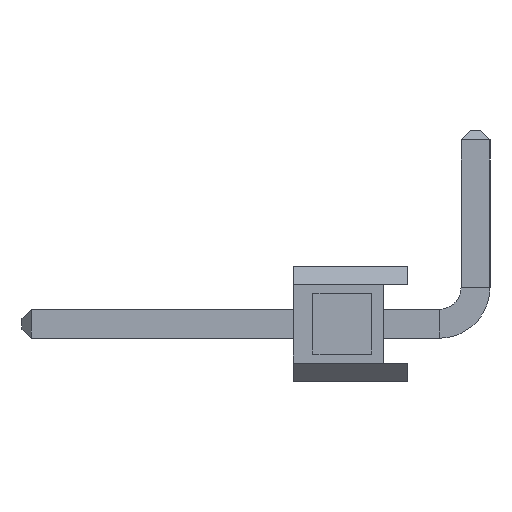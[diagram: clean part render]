
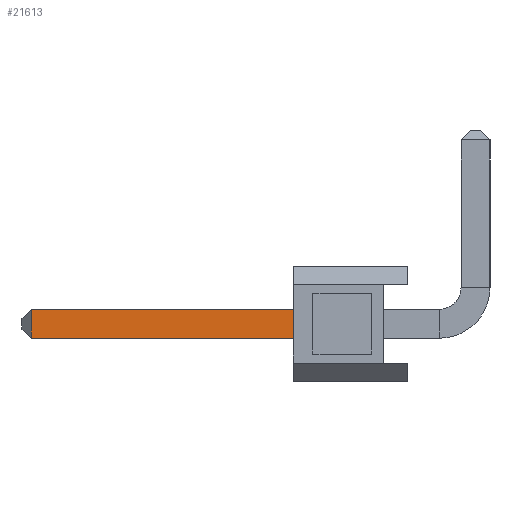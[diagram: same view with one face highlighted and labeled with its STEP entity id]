
A CAD part, left-side view. The second image highlights one B-rep face of the part: STEP entity #21613.
In plain terms, the highlighted planar face has unit normal (-1, 0, 0).
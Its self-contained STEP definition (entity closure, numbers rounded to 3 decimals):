
#887 = CARTESIAN_POINT ( 'NONE',  ( -0.32, 2.54, -0.32 ) ) ;
#1705 = EDGE_CURVE ( 'NONE', #14627, #23495, #25849, .T. ) ;
#1971 = VERTEX_POINT ( 'NONE', #4036 ) ;
#4036 = CARTESIAN_POINT ( 'NONE',  ( -0.32, 2.54, 0.32 ) ) ;
#6581 = EDGE_CURVE ( 'NONE', #1971, #22670, #23494, .T. ) ;
#8747 = EDGE_CURVE ( 'NONE', #1971, #14627, #49056, .T. ) ;
#8750 = DIRECTION ( 'NONE',  ( 0., 0., 1. ) ) ;
#12185 = DIRECTION ( 'NONE',  ( -1., 0., 0. ) ) ;
#12286 = LINE ( 'NONE', #21486, #45681 ) ;
#13149 = DIRECTION ( 'NONE',  ( 0., 0., -1. ) ) ;
#14544 = ORIENTED_EDGE ( 'NONE', *, *, #1705, .F. ) ;
#14627 = VERTEX_POINT ( 'NONE', #887 ) ;
#17120 = EDGE_LOOP ( 'NONE', ( #22262, #39262, #14544, #34327 ) ) ;
#18562 = FACE_OUTER_BOUND ( 'NONE', #17120, .T. ) ;
#21486 = CARTESIAN_POINT ( 'NONE',  ( -0.32, 8.34, -0.32 ) ) ;
#21613 = ADVANCED_FACE ( 'NONE', ( #18562 ), #31872, .T. ) ;
#22262 = ORIENTED_EDGE ( 'NONE', *, *, #6581, .T. ) ;
#22263 = EDGE_CURVE ( 'NONE', #22670, #23495, #12286, .T. ) ;
#22670 = VERTEX_POINT ( 'NONE', #36308 ) ;
#23494 = LINE ( 'NONE', #44692, #44754 ) ;
#23495 = VERTEX_POINT ( 'NONE', #39653 ) ;
#25849 = LINE ( 'NONE', #41105, #43965 ) ;
#26324 = AXIS2_PLACEMENT_3D ( 'NONE', #35385, #12185, #8750 ) ;
#29627 = DIRECTION ( 'NONE',  ( 0., 1., 0. ) ) ;
#31872 = PLANE ( 'NONE',  #26324 ) ;
#32699 = VECTOR ( 'NONE', #46408, 1000. ) ;
#34327 = ORIENTED_EDGE ( 'NONE', *, *, #8747, .F. ) ;
#35385 = CARTESIAN_POINT ( 'NONE',  ( -0.32, -0.7, -0.32 ) ) ;
#36308 = CARTESIAN_POINT ( 'NONE',  ( -0.32, 8.34, 0.32 ) ) ;
#37343 = DIRECTION ( 'NONE',  ( 0., 1., 0. ) ) ;
#38600 = CARTESIAN_POINT ( 'NONE',  ( -0.32, 2.54, 0. ) ) ;
#39262 = ORIENTED_EDGE ( 'NONE', *, *, #22263, .T. ) ;
#39653 = CARTESIAN_POINT ( 'NONE',  ( -0.32, 8.34, -0.32 ) ) ;
#41105 = CARTESIAN_POINT ( 'NONE',  ( -0.32, -0.7, -0.32 ) ) ;
#43965 = VECTOR ( 'NONE', #37343, 1000. ) ;
#44692 = CARTESIAN_POINT ( 'NONE',  ( -0.32, -0.7, 0.32 ) ) ;
#44754 = VECTOR ( 'NONE', #29627, 1000. ) ;
#45681 = VECTOR ( 'NONE', #13149, 1000. ) ;
#46408 = DIRECTION ( 'NONE',  ( 0., 0., -1. ) ) ;
#49056 = LINE ( 'NONE', #38600, #32699 ) ;
